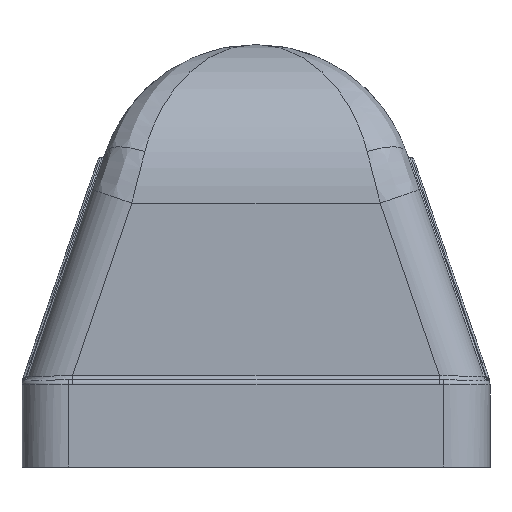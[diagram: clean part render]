
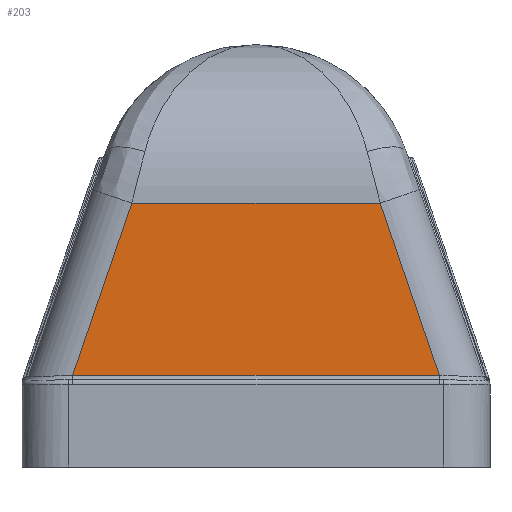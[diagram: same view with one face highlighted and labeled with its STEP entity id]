
A CAD part, top view. The second image highlights one B-rep face of the part: STEP entity #203.
In plain terms, the highlighted planar face has unit normal (0, 0, 1).
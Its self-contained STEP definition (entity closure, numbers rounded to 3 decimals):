
#203=ADVANCED_FACE('',(#526),#527,.F.);
#526=FACE_OUTER_BOUND('',#5030,.T.);
#527=PLANE('',#5031);
#5030=EDGE_LOOP('',(#7046,#7047,#7048,#7049));
#5031=AXIS2_PLACEMENT_3D('',#7050,#7051,#7052);
#7046=ORIENTED_EDGE('',*,*,#7626,.F.);
#7047=ORIENTED_EDGE('',*,*,#7630,.F.);
#7048=ORIENTED_EDGE('',*,*,#7631,.T.);
#7049=ORIENTED_EDGE('',*,*,#7629,.F.);
#7050=CARTESIAN_POINT('',(0.0,0.0,0.0));
#7051=DIRECTION('',(0.0,0.0,-1.0));
#7052=DIRECTION('',(0.0,-1.0,0.0));
#7626=EDGE_CURVE('',#8240,#8242,#8243,.T.);
#7629=EDGE_CURVE('',#8242,#8049,#8246,.T.);
#7630=EDGE_CURVE('',#8247,#8240,#8248,.T.);
#7631=EDGE_CURVE('',#8247,#8049,#8249,.T.);
#8049=VERTEX_POINT('',#9947);
#8240=VERTEX_POINT('',#11179);
#8242=VERTEX_POINT('',#11181);
#8243=LINE('',#11182,#11183);
#8246=LINE('',#11233,#11234);
#8247=VERTEX_POINT('',#11235);
#8248=LINE('',#11236,#11237);
#8249=LINE('',#11238,#11239);
#9947=CARTESIAN_POINT('',(-88.991,-83.5,0.));
#11179=CARTESIAN_POINT('',(60.276,0.,0.));
#11181=CARTESIAN_POINT('',(88.991,-83.5,0.));
#11182=CARTESIAN_POINT('',(60.276,0.,0.));
#11183=VECTOR('',#12039,88.299);
#11233=CARTESIAN_POINT('',(88.991,-83.5,0.));
#11234=VECTOR('',#12043,177.981);
#11235=CARTESIAN_POINT('',(-60.276,0.,0.));
#11236=CARTESIAN_POINT('',(-60.276,0.,0.));
#11237=VECTOR('',#12044,120.552);
#11238=CARTESIAN_POINT('',(-60.276,0.,0.));
#11239=VECTOR('',#12045,88.299);
#12039=DIRECTION('',(0.325,-0.946,0.));
#12043=DIRECTION('',(-1.0,0.0,0.));
#12044=DIRECTION('',(1.0,0.,0.));
#12045=DIRECTION('',(-0.325,-0.946,0.));
